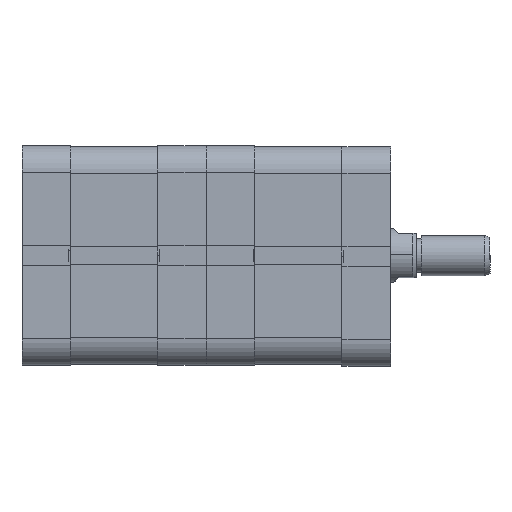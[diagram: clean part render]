
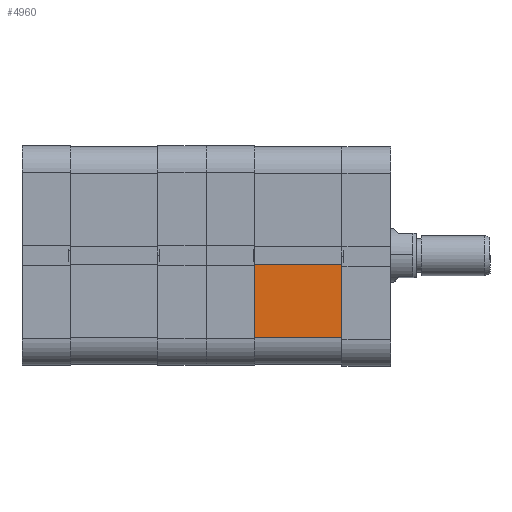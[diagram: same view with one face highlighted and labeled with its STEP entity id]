
A CAD part, front view. The second image highlights one B-rep face of the part: STEP entity #4960.
In plain terms, the highlighted planar face has unit normal (0, -1, 0).
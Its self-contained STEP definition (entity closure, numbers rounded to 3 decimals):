
#548 = CARTESIAN_POINT ( 'NONE',  ( 26., -32.5, -32.5 ) ) ;
#821 = CARTESIAN_POINT ( 'NONE',  ( 26.001, -32.5, -2.8 ) ) ;
#1743 = ORIENTED_EDGE ( 'NONE', *, *, #21110, .T. ) ;
#4960 = ADVANCED_FACE ( 'NONE', ( #24537 ), #27126, .F. ) ;
#7337 = VERTEX_POINT ( 'NONE', #28718 ) ;
#8031 = EDGE_LOOP ( 'NONE', ( #21376, #1743, #18762, #23173 ) ) ;
#8484 = DIRECTION ( 'NONE',  ( 0., 0., -1. ) ) ;
#8546 = DIRECTION ( 'NONE',  ( 0., 1., 0. ) ) ;
#8820 = VERTEX_POINT ( 'NONE', #9091 ) ;
#9091 = CARTESIAN_POINT ( 'NONE',  ( 0., -32.5, -24.5 ) ) ;
#10495 = VECTOR ( 'NONE', #8484, 1000. ) ;
#14519 = EDGE_CURVE ( 'NONE', #8820, #16376, #24694, .T. ) ;
#16376 = VERTEX_POINT ( 'NONE', #22191 ) ;
#16419 = VECTOR ( 'NONE', #21924, 1000. ) ;
#17391 = AXIS2_PLACEMENT_3D ( 'NONE', #548, #8546, #29553 ) ;
#18762 = ORIENTED_EDGE ( 'NONE', *, *, #14519, .T. ) ;
#19492 = CARTESIAN_POINT ( 'NONE',  ( 26., -32.5, -24.5 ) ) ;
#20454 = LINE ( 'NONE', #26148, #20672 ) ;
#20672 = VECTOR ( 'NONE', #23578, 1000. ) ;
#21110 = EDGE_CURVE ( 'NONE', #23515, #8820, #32285, .T. ) ;
#21376 = ORIENTED_EDGE ( 'NONE', *, *, #24676, .T. ) ;
#21710 = CARTESIAN_POINT ( 'NONE',  ( 0., -32.5, -32.5 ) ) ;
#21924 = DIRECTION ( 'NONE',  ( 1., 0., 0. ) ) ;
#22191 = CARTESIAN_POINT ( 'NONE',  ( 26., -32.5, -24.5 ) ) ;
#23173 = ORIENTED_EDGE ( 'NONE', *, *, #26909, .F. ) ;
#23515 = VERTEX_POINT ( 'NONE', #27388 ) ;
#23578 = DIRECTION ( 'NONE',  ( 0., 0., -1. ) ) ;
#24133 = DIRECTION ( 'NONE',  ( -1., 0., 0. ) ) ;
#24537 = FACE_OUTER_BOUND ( 'NONE', #8031, .T. ) ;
#24676 = EDGE_CURVE ( 'NONE', #7337, #23515, #31755, .T. ) ;
#24694 = LINE ( 'NONE', #19492, #16419 ) ;
#26148 = CARTESIAN_POINT ( 'NONE',  ( 26., -32.5, -32.5 ) ) ;
#26909 = EDGE_CURVE ( 'NONE', #7337, #16376, #20454, .T. ) ;
#27126 = PLANE ( 'NONE',  #17391 ) ;
#27388 = CARTESIAN_POINT ( 'NONE',  ( 0., -32.5, -2.8 ) ) ;
#27781 = VECTOR ( 'NONE', #24133, 1000. ) ;
#28718 = CARTESIAN_POINT ( 'NONE',  ( 26., -32.5, -2.8 ) ) ;
#29553 = DIRECTION ( 'NONE',  ( 0., 0., 1. ) ) ;
#31755 = LINE ( 'NONE', #821, #27781 ) ;
#32285 = LINE ( 'NONE', #21710, #10495 ) ;
